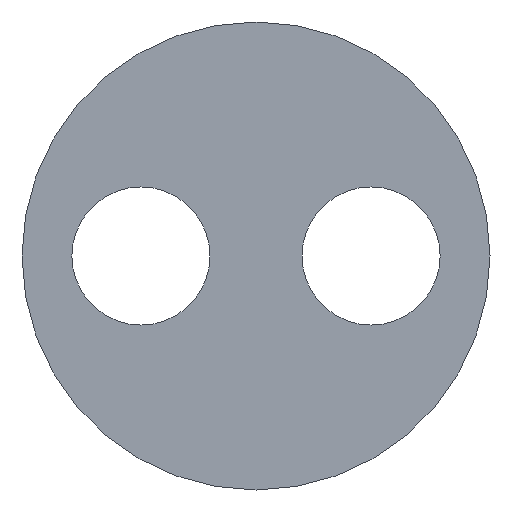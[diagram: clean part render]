
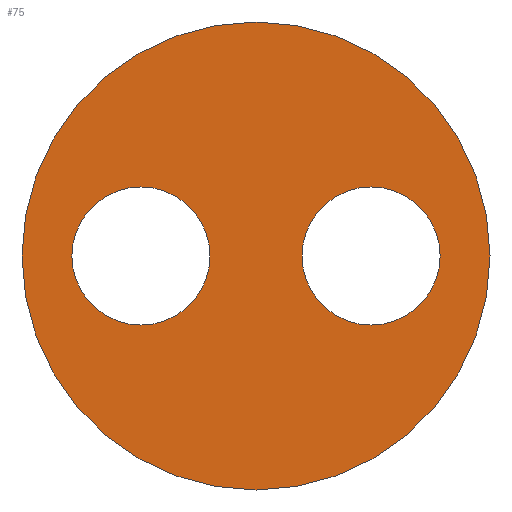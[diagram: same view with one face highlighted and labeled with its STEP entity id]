
A CAD part, left-side view. The second image highlights one B-rep face of the part: STEP entity #75.
In plain terms, the highlighted planar face has unit normal (-1, 0, 0).
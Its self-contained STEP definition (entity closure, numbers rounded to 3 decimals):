
#75 = ADVANCED_FACE( '', ( #167, #168, #169 ), #170, .F. );
#167 = FACE_BOUND( '', #276, .T. );
#168 = FACE_BOUND( '', #277, .T. );
#169 = FACE_OUTER_BOUND( '', #278, .T. );
#170 = PLANE( '', #279 );
#276 = EDGE_LOOP( '', ( #445 ) );
#277 = EDGE_LOOP( '', ( #446 ) );
#278 = EDGE_LOOP( '', ( #447 ) );
#279 = AXIS2_PLACEMENT_3D( '', #448, #449, #450 );
#445 = ORIENTED_EDGE( '', *, *, #686, .T. );
#446 = ORIENTED_EDGE( '', *, *, #687, .T. );
#447 = ORIENTED_EDGE( '', *, *, #688, .F. );
#448 = CARTESIAN_POINT( '', ( 0., 0., 0. ) );
#449 = DIRECTION( '', ( 1., 0., 0. ) );
#450 = DIRECTION( '', ( 0., 0., -1. ) );
#686 = EDGE_CURVE( '', #837, #837, #838, .T. );
#687 = EDGE_CURVE( '', #839, #839, #840, .T. );
#688 = EDGE_CURVE( '', #841, #841, #842, .T. );
#837 = VERTEX_POINT( '', #1032 );
#838 = CIRCLE( '', #1033, 4.5 );
#839 = VERTEX_POINT( '', #1034 );
#840 = CIRCLE( '', #1035, 4.5 );
#841 = VERTEX_POINT( '', #1036 );
#842 = CIRCLE( '', #1037, 15.25 );
#1032 = CARTESIAN_POINT( '', ( 0., -7.5, -4.5 ) );
#1033 = AXIS2_PLACEMENT_3D( '', #1198, #1199, #1200 );
#1034 = CARTESIAN_POINT( '', ( 0., 7.5, -4.5 ) );
#1035 = AXIS2_PLACEMENT_3D( '', #1201, #1202, #1203 );
#1036 = CARTESIAN_POINT( '', ( 0., 0., -15.25 ) );
#1037 = AXIS2_PLACEMENT_3D( '', #1204, #1205, #1206 );
#1198 = CARTESIAN_POINT( '', ( 0., -7.5, 0. ) );
#1199 = DIRECTION( '', ( 1., 0., 0. ) );
#1200 = DIRECTION( '', ( 0., 0., -1. ) );
#1201 = CARTESIAN_POINT( '', ( 0., 7.5, 0. ) );
#1202 = DIRECTION( '', ( 1., 0., 0. ) );
#1203 = DIRECTION( '', ( 0., 0., -1. ) );
#1204 = CARTESIAN_POINT( '', ( 0., 0., 0. ) );
#1205 = DIRECTION( '', ( 1., 0., 0. ) );
#1206 = DIRECTION( '', ( 0., 0., -1. ) );
